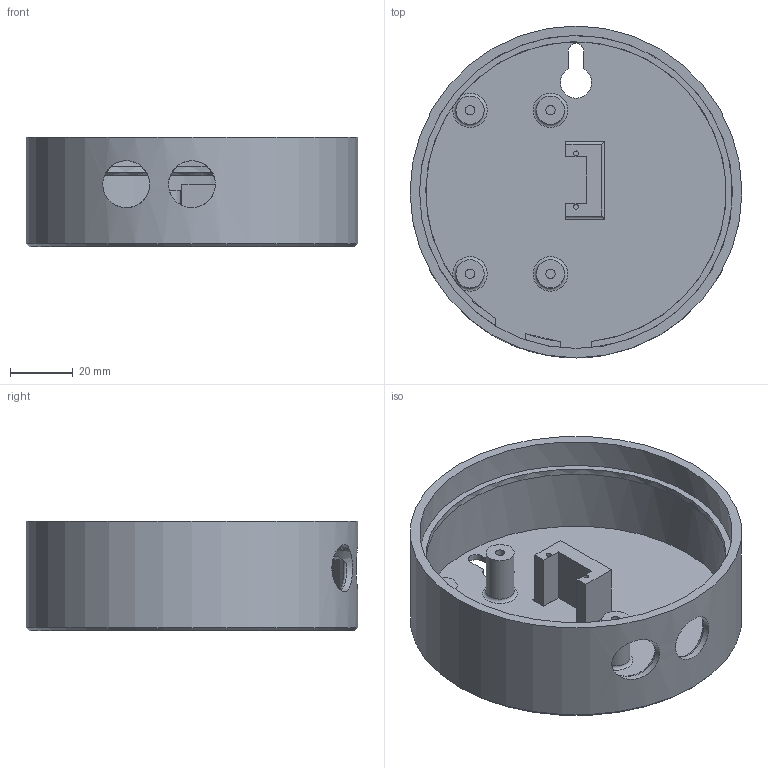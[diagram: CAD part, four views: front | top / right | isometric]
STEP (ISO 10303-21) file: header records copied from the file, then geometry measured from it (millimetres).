
FILE_DESCRIPTION(/* description */ (''),/* implementation_level */ '2;1');
FILE_NAME(/* name */ 'body.step',/* time_stamp */ '2022-05-08T21:29:37+01:00',/* author */ (''),/* organization */ (''),/* preprocessor_version */ 'ST-DEVELOPER v18.1',/* originating_system */ 'Autodesk Translation Framework v10.14.0.1471',/* authorisation */ '');
FILE_SCHEMA (('AUTOMOTIVE_DESIGN { 1 0 10303 214 3 1 1 }'));
Length unit declared in the file: millimetre
Products named in the file (1): Case
Bounding box: 106 x 106 x 35 mm (x, y, z)
Volume: 56028.1 mm3; surface area: 43833.3 mm2
Topology: 1 solids, 1 shells, 61 faces, 152 edges, 103 vertices
Faces by surface type: plane 28, cylinder 20, bspline 6, torus 4, cone 3
Full cylindrical faces by diameter (mm): 1.6 x2, 3 x4, 9 x4, 100 x2, 106 x1
Entity records: 2735 total; most frequent: CARTESIAN_POINT 1267, ORIENTED_EDGE 304, DIRECTION 277, EDGE_CURVE 152, AXIS2_PLACEMENT_3D 113, VERTEX_POINT 103, EDGE_LOOP 77, FACE_OUTER_BOUND 61
